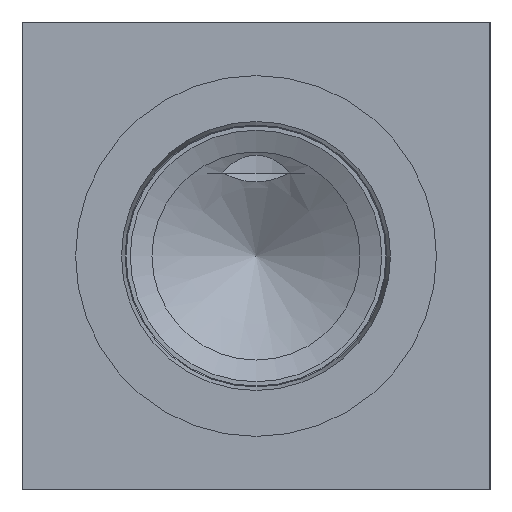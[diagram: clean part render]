
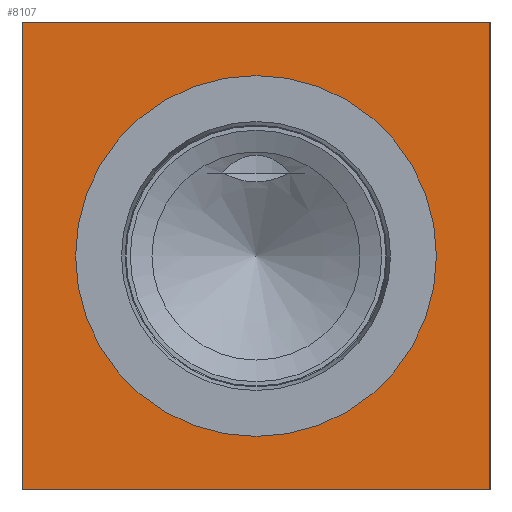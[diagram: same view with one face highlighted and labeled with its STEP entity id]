
A CAD part, left-side view. The second image highlights one B-rep face of the part: STEP entity #8107.
In plain terms, the highlighted planar face has unit normal (-1, 0, 0).
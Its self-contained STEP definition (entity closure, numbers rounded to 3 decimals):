
#271=CIRCLE('',#8603,44.069);
#272=CIRCLE('',#8604,44.069);
#336=FACE_BOUND('',#1539,.T.);
#1068=FACE_OUTER_BOUND('',#1538,.T.);
#1538=EDGE_LOOP('',(#7129,#7130,#7131,#7132));
#1539=EDGE_LOOP('',(#7133,#7134));
#1820=LINE('',#12493,#2555);
#2282=LINE('',#14020,#3017);
#2283=LINE('',#14021,#3018);
#2284=LINE('',#14022,#3019);
#2555=VECTOR('',#9024,10.);
#3017=VECTOR('',#10334,10.);
#3018=VECTOR('',#10335,10.);
#3019=VECTOR('',#10336,10.);
#3325=VERTEX_POINT('',#12486);
#3328=VERTEX_POINT('',#12491);
#3770=VERTEX_POINT('',#13989);
#3771=VERTEX_POINT('',#13990);
#3780=VERTEX_POINT('',#14018);
#3781=VERTEX_POINT('',#14019);
#4237=EDGE_CURVE('',#3328,#3325,#1820,.T.);
#4890=EDGE_CURVE('',#3770,#3771,#271,.T.);
#4891=EDGE_CURVE('',#3771,#3770,#272,.T.);
#4904=EDGE_CURVE('',#3780,#3781,#2282,.T.);
#4905=EDGE_CURVE('',#3781,#3325,#2283,.T.);
#4906=EDGE_CURVE('',#3780,#3328,#2284,.T.);
#7129=ORIENTED_EDGE('',*,*,#4904,.T.);
#7130=ORIENTED_EDGE('',*,*,#4905,.T.);
#7131=ORIENTED_EDGE('',*,*,#4237,.F.);
#7132=ORIENTED_EDGE('',*,*,#4906,.F.);
#7133=ORIENTED_EDGE('',*,*,#4890,.T.);
#7134=ORIENTED_EDGE('',*,*,#4891,.T.);
#7391=PLANE('',#8617);
#8107=ADVANCED_FACE('',(#1068,#336),#7391,.T.);
#8603=AXIS2_PLACEMENT_3D('',#13991,#10300,#10301);
#8604=AXIS2_PLACEMENT_3D('',#13992,#10302,#10303);
#8617=AXIS2_PLACEMENT_3D('',#14017,#10332,#10333);
#9024=DIRECTION('',(0.,-1.,0.));
#10300=DIRECTION('center_axis',(1.,0.,0.));
#10301=DIRECTION('ref_axis',(0.,0.,1.));
#10302=DIRECTION('center_axis',(1.,0.,0.));
#10303=DIRECTION('ref_axis',(0.,0.,1.));
#10332=DIRECTION('center_axis',(-1.,0.,0.));
#10333=DIRECTION('ref_axis',(0.,-1.,0.));
#10334=DIRECTION('',(0.,-1.,0.));
#10335=DIRECTION('',(0.,0.,1.));
#10336=DIRECTION('',(0.,0.,1.));
#12486=CARTESIAN_POINT('',(0.,0.,114.3));
#12491=CARTESIAN_POINT('',(0.,114.3,114.3));
#12493=CARTESIAN_POINT('',(0.,114.3,114.3));
#13989=CARTESIAN_POINT('',(0.,57.15,101.219));
#13990=CARTESIAN_POINT('',(0.,57.15,13.081));
#13991=CARTESIAN_POINT('Origin',(0.,57.15,57.15));
#13992=CARTESIAN_POINT('Origin',(0.,57.15,57.15));
#14017=CARTESIAN_POINT('Origin',(0.,114.3,0.));
#14018=CARTESIAN_POINT('',(0.,114.3,0.));
#14019=CARTESIAN_POINT('',(0.,0.,0.));
#14020=CARTESIAN_POINT('',(0.,114.3,0.));
#14021=CARTESIAN_POINT('',(0.,0.,0.));
#14022=CARTESIAN_POINT('',(0.,114.3,0.));
